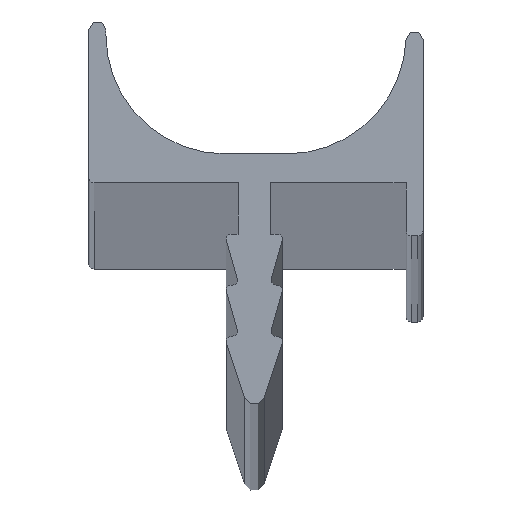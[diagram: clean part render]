
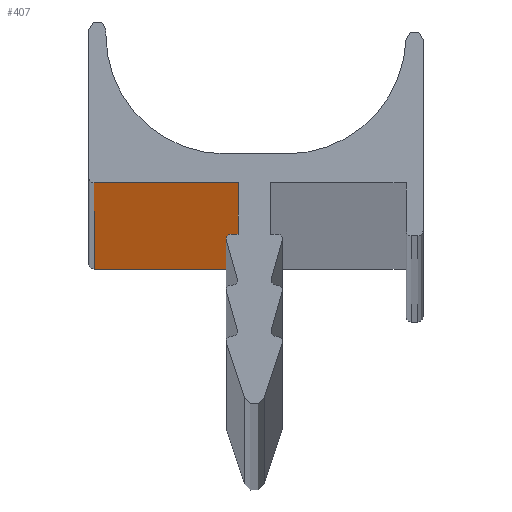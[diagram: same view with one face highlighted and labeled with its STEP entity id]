
A CAD part, top view. The second image highlights one B-rep face of the part: STEP entity #407.
In plain terms, the highlighted planar face has unit normal (0, -1, 0).
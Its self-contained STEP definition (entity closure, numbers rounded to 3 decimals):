
#9 = CARTESIAN_POINT ( 'NONE',  ( -0.95, 0., 2900. ) ) ;
#132 = EDGE_CURVE ( 'NONE', #389, #1412, #1477, .T. ) ;
#174 = EDGE_CURVE ( 'NONE', #389, #436, #1592, .T. ) ;
#197 = EDGE_CURVE ( 'NONE', #1412, #1283, #617, .T. ) ;
#330 = ORIENTED_EDGE ( 'NONE', *, *, #174, .T. ) ;
#364 = DIRECTION ( 'NONE',  ( 0., 0., -1. ) ) ;
#389 = VERTEX_POINT ( 'NONE', #398 ) ;
#398 = CARTESIAN_POINT ( 'NONE',  ( -9.4, 0., 2900. ) ) ;
#407 = ADVANCED_FACE ( 'NONE', ( #1507 ), #992, .F. ) ;
#436 = VERTEX_POINT ( 'NONE', #1381 ) ;
#522 = ORIENTED_EDGE ( 'NONE', *, *, #132, .F. ) ;
#557 = ORIENTED_EDGE ( 'NONE', *, *, #197, .F. ) ;
#617 = LINE ( 'NONE', #9, #879 ) ;
#624 = VECTOR ( 'NONE', #1360, 1000. ) ;
#665 = DIRECTION ( 'NONE',  ( 1., 0., 0. ) ) ;
#682 = CARTESIAN_POINT ( 'NONE',  ( -9.4, 0., 0. ) ) ;
#731 = CARTESIAN_POINT ( 'NONE',  ( -9.4, 0., 2900. ) ) ;
#871 = DIRECTION ( 'NONE',  ( 0., 0., 1. ) ) ;
#879 = VECTOR ( 'NONE', #364, 1000. ) ;
#886 = CARTESIAN_POINT ( 'NONE',  ( -9.4, 0., 2900. ) ) ;
#992 = PLANE ( 'NONE',  #1553 ) ;
#1069 = EDGE_LOOP ( 'NONE', ( #1250, #557, #522, #330 ) ) ;
#1166 = LINE ( 'NONE', #682, #1491 ) ;
#1175 = CARTESIAN_POINT ( 'NONE',  ( -0.95, 0., 0. ) ) ;
#1229 = DIRECTION ( 'NONE',  ( 1., 0., 0. ) ) ;
#1250 = ORIENTED_EDGE ( 'NONE', *, *, #1335, .T. ) ;
#1283 = VERTEX_POINT ( 'NONE', #1175 ) ;
#1335 = EDGE_CURVE ( 'NONE', #436, #1283, #1166, .T. ) ;
#1360 = DIRECTION ( 'NONE',  ( 0., 0., -1. ) ) ;
#1381 = CARTESIAN_POINT ( 'NONE',  ( -9.4, 0., 0. ) ) ;
#1385 = DIRECTION ( 'NONE',  ( 0., 1., 0. ) ) ;
#1400 = VECTOR ( 'NONE', #1229, 1000. ) ;
#1412 = VERTEX_POINT ( 'NONE', #1435 ) ;
#1435 = CARTESIAN_POINT ( 'NONE',  ( -0.95, 0., 2900. ) ) ;
#1477 = LINE ( 'NONE', #1584, #1400 ) ;
#1491 = VECTOR ( 'NONE', #665, 1000. ) ;
#1507 = FACE_OUTER_BOUND ( 'NONE', #1069, .T. ) ;
#1553 = AXIS2_PLACEMENT_3D ( 'NONE', #886, #1385, #871 ) ;
#1584 = CARTESIAN_POINT ( 'NONE',  ( -9.4, 0., 2900. ) ) ;
#1592 = LINE ( 'NONE', #731, #624 ) ;
